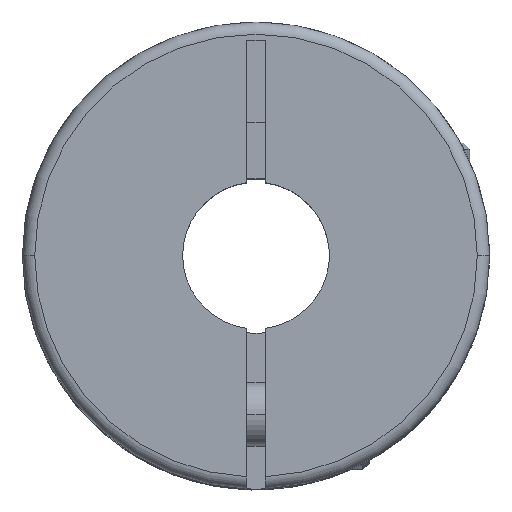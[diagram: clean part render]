
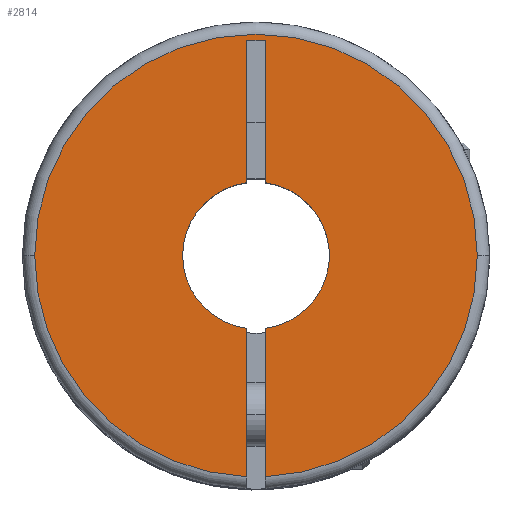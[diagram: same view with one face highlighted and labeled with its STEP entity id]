
A CAD part, top view. The second image highlights one B-rep face of the part: STEP entity #2814.
In plain terms, the highlighted planar face has unit normal (0, 0, 1).
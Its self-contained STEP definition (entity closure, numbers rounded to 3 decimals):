
#27 = ORIENTED_EDGE ( 'NONE', *, *, #2333, .T. ) ;
#131 = DIRECTION ( 'NONE',  ( 0., 0., -1. ) ) ;
#135 = EDGE_CURVE ( 'NONE', #2839, #3382, #1126, .T. ) ;
#173 = VECTOR ( 'NONE', #1852, 1000. ) ;
#192 = FACE_OUTER_BOUND ( 'NONE', #2981, .T. ) ;
#224 = CIRCLE ( 'NONE', #2034, 9.05 ) ;
#246 = DIRECTION ( 'NONE',  ( 0., 1., 0. ) ) ;
#262 = ORIENTED_EDGE ( 'NONE', *, *, #811, .F. ) ;
#289 = VECTOR ( 'NONE', #1944, 1000. ) ;
#408 = CARTESIAN_POINT ( 'NONE',  ( -3., 0., 0. ) ) ;
#436 = LINE ( 'NONE', #3146, #2876 ) ;
#455 = DIRECTION ( 'NONE',  ( 0., 1., 0. ) ) ;
#472 = DIRECTION ( 'NONE',  ( 0., 0., -1. ) ) ;
#546 = ORIENTED_EDGE ( 'NONE', *, *, #3649, .F. ) ;
#600 = VERTEX_POINT ( 'NONE', #2677 ) ;
#646 = CARTESIAN_POINT ( 'NONE',  ( -0.375, 8.8, 0. ) ) ;
#716 = DIRECTION ( 'NONE',  ( 0., 0., -1. ) ) ;
#723 = ORIENTED_EDGE ( 'NONE', *, *, #135, .F. ) ;
#725 = CARTESIAN_POINT ( 'NONE',  ( 0., 0., 0. ) ) ;
#729 = VERTEX_POINT ( 'NONE', #3757 ) ;
#739 = AXIS2_PLACEMENT_3D ( 'NONE', #725, #2556, #3800 ) ;
#811 = EDGE_CURVE ( 'NONE', #3302, #2839, #2319, .T. ) ;
#855 = CARTESIAN_POINT ( 'NONE',  ( 0., 0., 0. ) ) ;
#1069 = VERTEX_POINT ( 'NONE', #3108 ) ;
#1103 = ORIENTED_EDGE ( 'NONE', *, *, #1599, .F. ) ;
#1126 = LINE ( 'NONE', #3202, #2185 ) ;
#1127 = DIRECTION ( 'NONE',  ( -1., 0., 0. ) ) ;
#1133 = EDGE_CURVE ( 'NONE', #2849, #600, #2432, .T. ) ;
#1277 = EDGE_CURVE ( 'NONE', #1817, #2849, #1488, .T. ) ;
#1316 = DIRECTION ( 'NONE',  ( -1., 0., 0. ) ) ;
#1358 = CARTESIAN_POINT ( 'NONE',  ( 0.375, -9.55, 0. ) ) ;
#1378 = PLANE ( 'NONE',  #3503 ) ;
#1380 = ORIENTED_EDGE ( 'NONE', *, *, #1133, .F. ) ;
#1488 = CIRCLE ( 'NONE', #3707, 9.05 ) ;
#1555 = ORIENTED_EDGE ( 'NONE', *, *, #1885, .F. ) ;
#1572 = VERTEX_POINT ( 'NONE', #3443 ) ;
#1599 = EDGE_CURVE ( 'NONE', #2339, #1817, #2860, .T. ) ;
#1636 = CARTESIAN_POINT ( 'NONE',  ( -0.375, -2.976, 0. ) ) ;
#1817 = VERTEX_POINT ( 'NONE', #1853 ) ;
#1852 = DIRECTION ( 'NONE',  ( 0., -1., 0. ) ) ;
#1853 = CARTESIAN_POINT ( 'NONE',  ( -0.375, -9.042, 0. ) ) ;
#1885 = EDGE_CURVE ( 'NONE', #600, #729, #224, .T. ) ;
#1934 = DIRECTION ( 'NONE',  ( 0., 0., -1. ) ) ;
#1944 = DIRECTION ( 'NONE',  ( 0., -1., 0. ) ) ;
#1949 = DIRECTION ( 'NONE',  ( -1., 0., 0. ) ) ;
#1983 = DIRECTION ( 'NONE',  ( -1., 0., 0. ) ) ;
#2034 = AXIS2_PLACEMENT_3D ( 'NONE', #2524, #1934, #1983 ) ;
#2105 = CARTESIAN_POINT ( 'NONE',  ( 0.375, 8.8, 0. ) ) ;
#2126 = VECTOR ( 'NONE', #246, 1000. ) ;
#2185 = VECTOR ( 'NONE', #2602, 1000. ) ;
#2248 = EDGE_CURVE ( 'NONE', #2962, #1069, #3306, .T. ) ;
#2258 = CARTESIAN_POINT ( 'NONE',  ( -0.375, 8.8, 0. ) ) ;
#2263 = CARTESIAN_POINT ( 'NONE',  ( 0., 0., 0. ) ) ;
#2282 = DIRECTION ( 'NONE',  ( 0., 0., -1. ) ) ;
#2319 = LINE ( 'NONE', #1358, #2126 ) ;
#2333 = EDGE_CURVE ( 'NONE', #3302, #1572, #3375, .T. ) ;
#2339 = VERTEX_POINT ( 'NONE', #1636 ) ;
#2432 = CIRCLE ( 'NONE', #739, 9.05 ) ;
#2467 = CARTESIAN_POINT ( 'NONE',  ( 0., 0., 0. ) ) ;
#2492 = AXIS2_PLACEMENT_3D ( 'NONE', #2467, #716, #3078 ) ;
#2524 = CARTESIAN_POINT ( 'NONE',  ( 0., 0., 0. ) ) ;
#2549 = AXIS2_PLACEMENT_3D ( 'NONE', #2263, #131, #1316 ) ;
#2556 = DIRECTION ( 'NONE',  ( 0., 0., -1. ) ) ;
#2582 = CARTESIAN_POINT ( 'NONE',  ( 0., 0., 0. ) ) ;
#2602 = DIRECTION ( 'NONE',  ( -1., 0., 0. ) ) ;
#2677 = CARTESIAN_POINT ( 'NONE',  ( 9.05, 0., 0. ) ) ;
#2714 = CARTESIAN_POINT ( 'NONE',  ( 0.375, 2.976, 0. ) ) ;
#2814 = ADVANCED_FACE ( 'NONE', ( #192 ), #1378, .F. ) ;
#2823 = ORIENTED_EDGE ( 'NONE', *, *, #2248, .T. ) ;
#2839 = VERTEX_POINT ( 'NONE', #2105 ) ;
#2849 = VERTEX_POINT ( 'NONE', #2954 ) ;
#2860 = LINE ( 'NONE', #2258, #289 ) ;
#2876 = VECTOR ( 'NONE', #455, 1000. ) ;
#2935 = EDGE_CURVE ( 'NONE', #2339, #2962, #3378, .T. ) ;
#2954 = CARTESIAN_POINT ( 'NONE',  ( -9.05, 0., 0. ) ) ;
#2962 = VERTEX_POINT ( 'NONE', #408 ) ;
#2981 = EDGE_LOOP ( 'NONE', ( #3128, #1103, #3134, #2823, #3856, #723, #262, #27, #546, #1555, #1380 ) ) ;
#3078 = DIRECTION ( 'NONE',  ( -1., 0., 0. ) ) ;
#3108 = CARTESIAN_POINT ( 'NONE',  ( -0.375, 2.976, 0. ) ) ;
#3128 = ORIENTED_EDGE ( 'NONE', *, *, #1277, .F. ) ;
#3134 = ORIENTED_EDGE ( 'NONE', *, *, #2935, .T. ) ;
#3146 = CARTESIAN_POINT ( 'NONE',  ( 0.375, -9.55, 0. ) ) ;
#3153 = CARTESIAN_POINT ( 'NONE',  ( -0.375, 8.8, 0. ) ) ;
#3202 = CARTESIAN_POINT ( 'NONE',  ( 0.375, 8.8, 0. ) ) ;
#3282 = EDGE_CURVE ( 'NONE', #3382, #1069, #3356, .T. ) ;
#3302 = VERTEX_POINT ( 'NONE', #2714 ) ;
#3306 = CIRCLE ( 'NONE', #3817, 3. ) ;
#3356 = LINE ( 'NONE', #646, #173 ) ;
#3375 = CIRCLE ( 'NONE', #2549, 3. ) ;
#3378 = CIRCLE ( 'NONE', #2492, 3. ) ;
#3382 = VERTEX_POINT ( 'NONE', #3153 ) ;
#3443 = CARTESIAN_POINT ( 'NONE',  ( 0.375, -2.976, 0. ) ) ;
#3503 = AXIS2_PLACEMENT_3D ( 'NONE', #2582, #2282, #3794 ) ;
#3505 = DIRECTION ( 'NONE',  ( 0., 0., -1. ) ) ;
#3649 = EDGE_CURVE ( 'NONE', #729, #1572, #436, .T. ) ;
#3707 = AXIS2_PLACEMENT_3D ( 'NONE', #855, #3505, #1127 ) ;
#3757 = CARTESIAN_POINT ( 'NONE',  ( 0.375, -9.042, 0. ) ) ;
#3787 = CARTESIAN_POINT ( 'NONE',  ( 0., 0., 0. ) ) ;
#3794 = DIRECTION ( 'NONE',  ( 0., -1., 0. ) ) ;
#3800 = DIRECTION ( 'NONE',  ( -1., 0., 0. ) ) ;
#3817 = AXIS2_PLACEMENT_3D ( 'NONE', #3787, #472, #1949 ) ;
#3856 = ORIENTED_EDGE ( 'NONE', *, *, #3282, .F. ) ;
